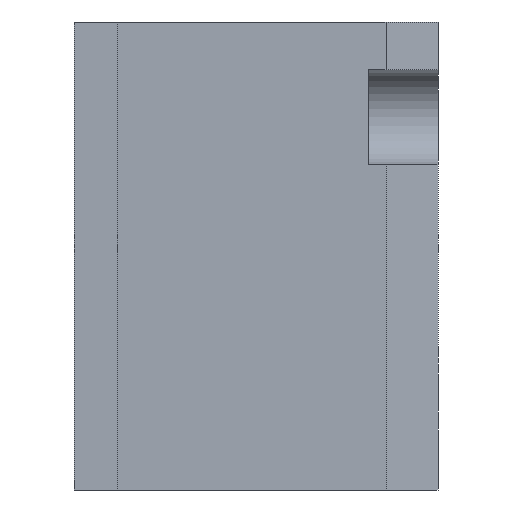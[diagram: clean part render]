
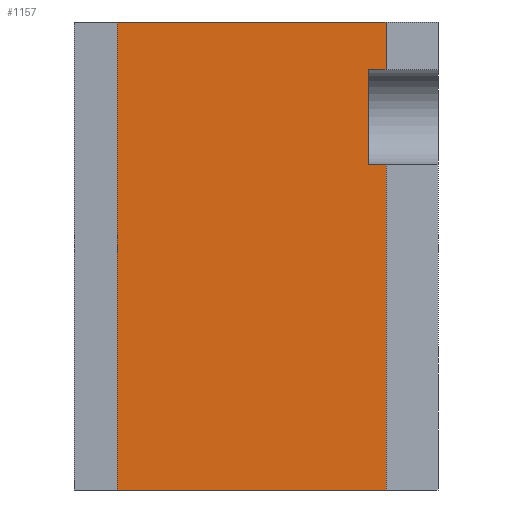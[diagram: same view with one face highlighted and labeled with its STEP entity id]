
A CAD part, left-side view. The second image highlights one B-rep face of the part: STEP entity #1157.
In plain terms, the highlighted planar face has unit normal (-1, 0, 0).
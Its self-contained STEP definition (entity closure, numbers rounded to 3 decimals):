
#148=FACE_OUTER_BOUND('',#223,.T.);
#223=EDGE_LOOP('',(#883,#884,#885,#886,#887,#888,#889,#890));
#295=LINE('',#1814,#400);
#320=LINE('',#1869,#425);
#325=LINE('',#1878,#430);
#332=LINE('',#1985,#437);
#333=LINE('',#1987,#438);
#334=LINE('',#1989,#439);
#335=LINE('',#1991,#440);
#336=LINE('',#1992,#441);
#400=VECTOR('',#1448,10.);
#425=VECTOR('',#1487,10.);
#430=VECTOR('',#1496,10.);
#437=VECTOR('',#1531,10.);
#438=VECTOR('',#1534,10.);
#439=VECTOR('',#1535,10.);
#440=VECTOR('',#1536,10.);
#441=VECTOR('',#1537,10.);
#508=VERTEX_POINT('',#1811);
#509=VERTEX_POINT('',#1813);
#531=VERTEX_POINT('',#1866);
#532=VERTEX_POINT('',#1868);
#534=VERTEX_POINT('',#1876);
#544=VERTEX_POINT('',#1983);
#545=VERTEX_POINT('',#1988);
#546=VERTEX_POINT('',#1990);
#623=EDGE_CURVE('',#509,#508,#295,.T.);
#652=EDGE_CURVE('',#532,#531,#320,.T.);
#657=EDGE_CURVE('',#508,#534,#325,.T.);
#673=EDGE_CURVE('',#544,#532,#332,.T.);
#674=EDGE_CURVE('',#531,#509,#333,.T.);
#675=EDGE_CURVE('',#534,#545,#334,.T.);
#676=EDGE_CURVE('',#545,#546,#335,.T.);
#677=EDGE_CURVE('',#546,#544,#336,.T.);
#883=ORIENTED_EDGE('',*,*,#674,.T.);
#884=ORIENTED_EDGE('',*,*,#623,.T.);
#885=ORIENTED_EDGE('',*,*,#657,.T.);
#886=ORIENTED_EDGE('',*,*,#675,.T.);
#887=ORIENTED_EDGE('',*,*,#676,.T.);
#888=ORIENTED_EDGE('',*,*,#677,.T.);
#889=ORIENTED_EDGE('',*,*,#673,.T.);
#890=ORIENTED_EDGE('',*,*,#652,.T.);
#1108=PLANE('',#1308);
#1157=ADVANCED_FACE('',(#148),#1108,.T.);
#1308=AXIS2_PLACEMENT_3D('',#1986,#1532,#1533);
#1448=DIRECTION('',(0.,-1.,0.));
#1487=DIRECTION('',(0.,1.,0.));
#1496=DIRECTION('',(0.,0.,1.));
#1531=DIRECTION('',(0.,0.,1.));
#1532=DIRECTION('center_axis',(-1.,0.,0.));
#1533=DIRECTION('ref_axis',(0.,0.,1.));
#1534=DIRECTION('',(0.,0.,-1.));
#1535=DIRECTION('',(0.,1.,0.));
#1536=DIRECTION('',(0.,0.,1.));
#1537=DIRECTION('',(0.,-1.,0.));
#1811=CARTESIAN_POINT('',(-29.5,-15.,-27.));
#1813=CARTESIAN_POINT('',(-29.5,16.,-27.));
#1814=CARTESIAN_POINT('',(-29.5,-21.,-27.));
#1866=CARTESIAN_POINT('',(-29.5,16.,27.));
#1868=CARTESIAN_POINT('',(-29.5,-15.,27.));
#1869=CARTESIAN_POINT('',(-29.5,-21.,27.));
#1876=CARTESIAN_POINT('',(-29.5,-15.,10.5));
#1878=CARTESIAN_POINT('',(-29.5,-15.,13.5));
#1983=CARTESIAN_POINT('',(-29.5,-15.,21.5));
#1985=CARTESIAN_POINT('',(-29.5,-15.,13.5));
#1986=CARTESIAN_POINT('Origin',(-29.5,-21.,0.));
#1987=CARTESIAN_POINT('',(-29.5,16.,13.5));
#1988=CARTESIAN_POINT('',(-29.5,-13.,10.5));
#1989=CARTESIAN_POINT('',(-29.5,-21.,10.5));
#1990=CARTESIAN_POINT('',(-29.5,-13.,21.5));
#1991=CARTESIAN_POINT('',(-29.5,-13.,8.));
#1992=CARTESIAN_POINT('',(-29.5,-21.,21.5));
